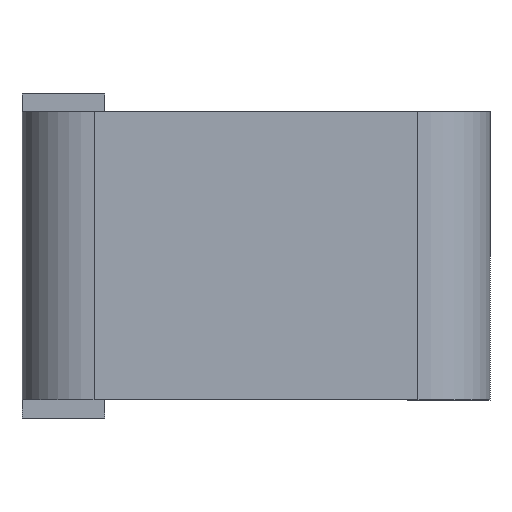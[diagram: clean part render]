
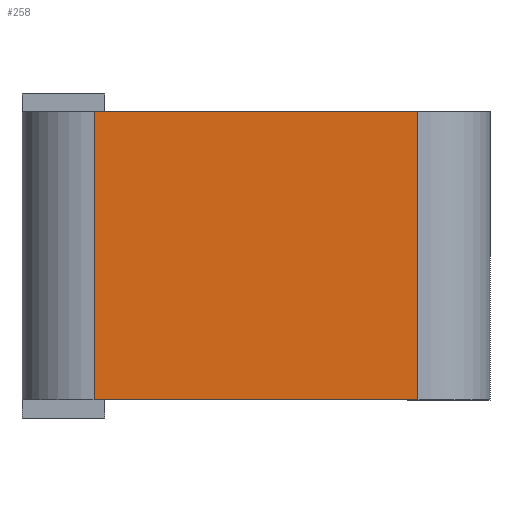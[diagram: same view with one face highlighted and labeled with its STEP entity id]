
A CAD part, left-side view. The second image highlights one B-rep face of the part: STEP entity #258.
In plain terms, the highlighted planar face has unit normal (-1, 0, 0).
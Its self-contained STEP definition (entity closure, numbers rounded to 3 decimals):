
#57 = VERTEX_POINT ( 'NONE', #195 ) ;
#60 = CARTESIAN_POINT ( 'NONE',  ( -0.8, 1.1, 0.4 ) ) ;
#79 = VECTOR ( 'NONE', #118, 1000. ) ;
#100 = EDGE_CURVE ( 'NONE', #1002, #830, #928, .T. ) ;
#118 = DIRECTION ( 'NONE',  ( 0., -1., 0. ) ) ;
#132 = EDGE_CURVE ( 'NONE', #57, #1002, #287, .T. ) ;
#149 = DIRECTION ( 'NONE',  ( 0., 0., -1. ) ) ;
#150 = CARTESIAN_POINT ( 'NONE',  ( -0.8, 0.2, -0.4 ) ) ;
#195 = CARTESIAN_POINT ( 'NONE',  ( -0.8, 1.1, 0.4 ) ) ;
#217 = LINE ( 'NONE', #150, #656 ) ;
#236 = ORIENTED_EDGE ( 'NONE', *, *, #132, .F. ) ;
#258 = ADVANCED_FACE ( 'NONE', ( #330 ), #974, .F. ) ;
#276 = CARTESIAN_POINT ( 'NONE',  ( -0.8, 0.2, 0.4 ) ) ;
#287 = LINE ( 'NONE', #752, #79 ) ;
#307 = DIRECTION ( 'NONE',  ( 0., -1., 0. ) ) ;
#330 = FACE_OUTER_BOUND ( 'NONE', #348, .T. ) ;
#348 = EDGE_LOOP ( 'NONE', ( #608, #818, #236, #922 ) ) ;
#386 = VECTOR ( 'NONE', #613, 1000. ) ;
#433 = DIRECTION ( 'NONE',  ( 0., 0., -1. ) ) ;
#444 = CARTESIAN_POINT ( 'NONE',  ( -0.8, 0.2, 0.4 ) ) ;
#466 = CARTESIAN_POINT ( 'NONE',  ( -0.8, 0.2, -0.4 ) ) ;
#506 = EDGE_CURVE ( 'NONE', #533, #830, #217, .T. ) ;
#533 = VERTEX_POINT ( 'NONE', #939 ) ;
#608 = ORIENTED_EDGE ( 'NONE', *, *, #506, .T. ) ;
#613 = DIRECTION ( 'NONE',  ( 0., 0., -1. ) ) ;
#621 = VECTOR ( 'NONE', #433, 1000. ) ;
#656 = VECTOR ( 'NONE', #307, 1000. ) ;
#687 = DIRECTION ( 'NONE',  ( 1., 0., 0. ) ) ;
#746 = CARTESIAN_POINT ( 'NONE',  ( -0.8, 0.2, 0.4 ) ) ;
#752 = CARTESIAN_POINT ( 'NONE',  ( -0.8, 0.2, 0.4 ) ) ;
#763 = EDGE_CURVE ( 'NONE', #57, #533, #996, .T. ) ;
#812 = AXIS2_PLACEMENT_3D ( 'NONE', #746, #687, #149 ) ;
#818 = ORIENTED_EDGE ( 'NONE', *, *, #100, .F. ) ;
#830 = VERTEX_POINT ( 'NONE', #466 ) ;
#922 = ORIENTED_EDGE ( 'NONE', *, *, #763, .T. ) ;
#928 = LINE ( 'NONE', #276, #621 ) ;
#939 = CARTESIAN_POINT ( 'NONE',  ( -0.8, 1.1, -0.4 ) ) ;
#974 = PLANE ( 'NONE',  #812 ) ;
#996 = LINE ( 'NONE', #60, #386 ) ;
#1002 = VERTEX_POINT ( 'NONE', #444 ) ;
